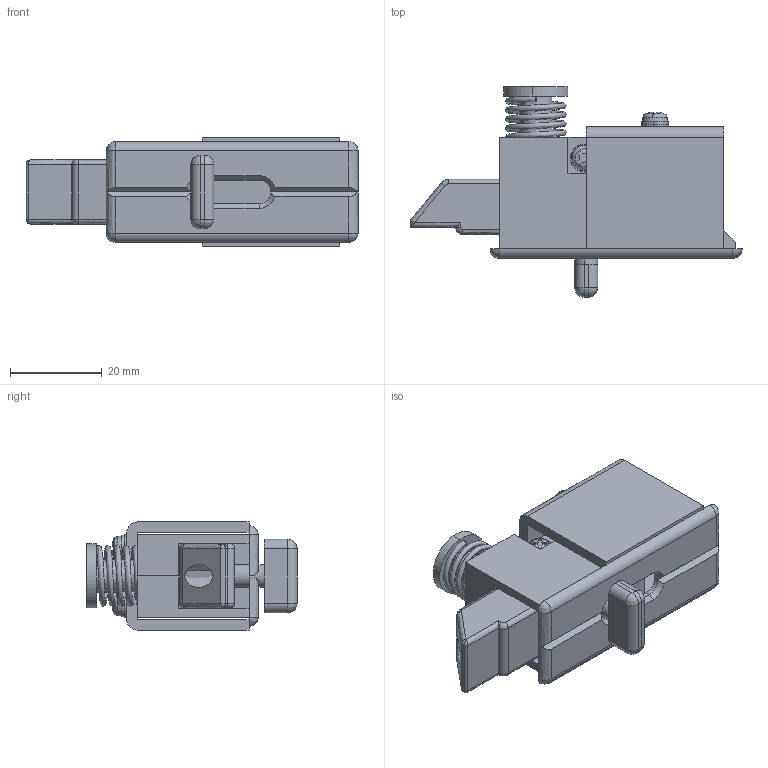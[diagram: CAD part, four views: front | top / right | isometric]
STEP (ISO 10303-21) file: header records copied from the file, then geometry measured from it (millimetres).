
FILE_DESCRIPTION((''),'2;1');
FILE_NAME('','2005-07-15T15:56:21',(''),(''),'','CADfix','');
FILE_SCHEMA(('AUTOMOTIVE_DESIGN'));
Length unit declared in the file: millimetre
Products named in the file (11): screw_2; screw_1; spring_B; pin_B; latch; housing_B; housing_A; holder; cap; bracket; TL_260_1652_36
Assembly tree (12 placements, depth 2):
  TL_260_1652_36
    screw_2  x2
    screw_1  x2
    spring_B
    pin_B
    latch
    housing_B
    housing_A
    holder
    cap
    bracket
Bounding box: 72.5 x 45.9 x 23.6 mm (x, y, z)
Volume: 21689.2 mm3; surface area: 21512.2 mm2
Topology: 12 solids, 12 shells, 365 faces, 1053 edges, 733 vertices
Faces by surface type: bspline 365
Entity records: 12727 total; most frequent: CARTESIAN_POINT 7689, ORIENTED_EDGE 1690, EDGE_CURVE 845, VERTEX_POINT 585, QUASI_UNIFORM_CURVE 436, EDGE_LOOP 328, FACE_OUTER_BOUND 296, ADVANCED_FACE 296
